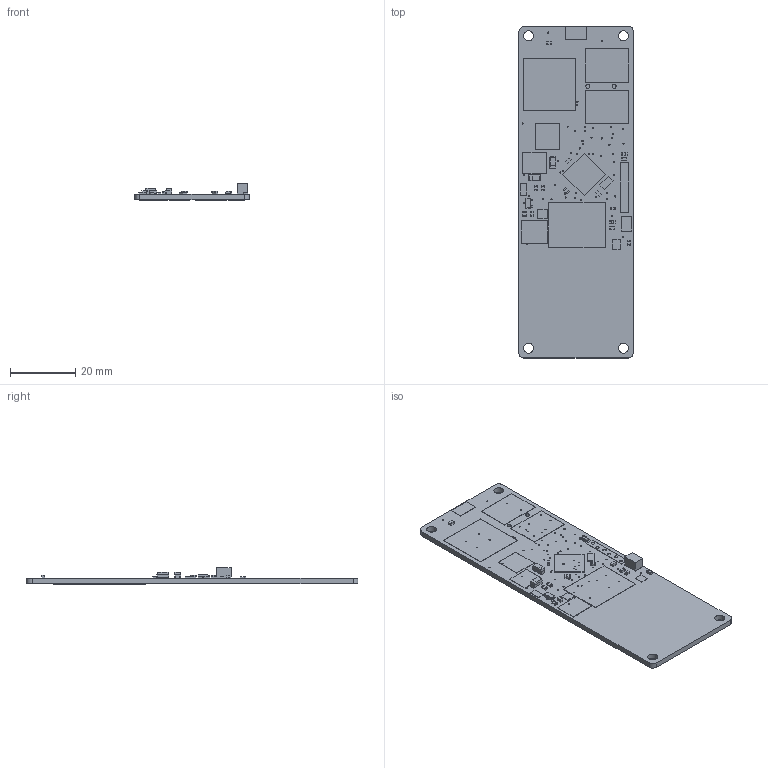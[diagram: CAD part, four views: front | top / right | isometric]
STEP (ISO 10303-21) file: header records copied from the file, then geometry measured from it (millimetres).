
FILE_DESCRIPTION(/* description */ (''),/* implementation_level */ '2;1');
FILE_NAME(/* name */ '5b77c127-25a1-4c49-8ee2-c22c77b17607.stp',/* time_stamp */ '2021-03-14T15:51:39+00:00',/* author */ (''),/* organization */ (''),/* preprocessor_version */ 'ST-DEVELOPER v18.1',/* originating_system */ 'Autodesk Translation Framework v9.10.0.1330',/* authorisation */ '');
FILE_SCHEMA (('AUTOMOTIVE_DESIGN { 1 0 10303 214 3 1 1 }'));
Length unit declared in the file: millimetre
Products named in the file (24): 5b77c127-25a1-4c49-8ee2-c22c77b17607; PCB Component; Board; 100n; 10u; 1A/40V/500mV; CHIPLED_0603; JST-2-SMD; 27u; 1X06_FEMALE_LOCK.010; 22; RFM96W; 24AA32A; TINY_CELL_GPS; NEO-6M_GPS; SGP30_BREAKOUT; ATMEGA328P_TQFP; SOT223; TF-HOLDER; 8MHz; SMD_JUMPER; MPU9250_BB; U.FL; SMA_EDGE
Assembly tree (36 placements, depth 3):
  5b77c127-25a1-4c49-8ee2-c22c77b17607
    PCB Component
      Board
      100n  x5
      10u  x2
      1A/40V/500mV
      CHIPLED_0603  x2
      JST-2-SMD
      27u
      1X06_FEMALE_LOCK.010
      22  x7
      RFM96W
      24AA32A
      TINY_CELL_GPS
      NEO-6M_GPS
      SGP30_BREAKOUT  x2
      ATMEGA328P_TQFP
      SOT223
      TF-HOLDER
      8MHz
      SMD_JUMPER
      MPU9250_BB
      U.FL
      SMA_EDGE
Bounding box: 35 x 101.5 x 4.97 mm (x, y, z)
Volume: 6115.4 mm3; surface area: 11536.1 mm2
Topology: 35 solids, 35 shells, 841 faces, 1879 edges, 1126 vertices
Faces by surface type: plane 448, cylinder 281, sphere 112
Full cylindrical faces by diameter (mm): 0.35 x85, 1.016 x6, 1.25 x2, 3 x4
Entity records: 12952 total; most frequent: DIRECTION 2122, CARTESIAN_POINT 2001, ORIENTED_EDGE 1892, EDGE_CURVE 946, AXIS2_PLACEMENT_3D 725, LINE 672, VECTOR 672, VERTEX_POINT 604
